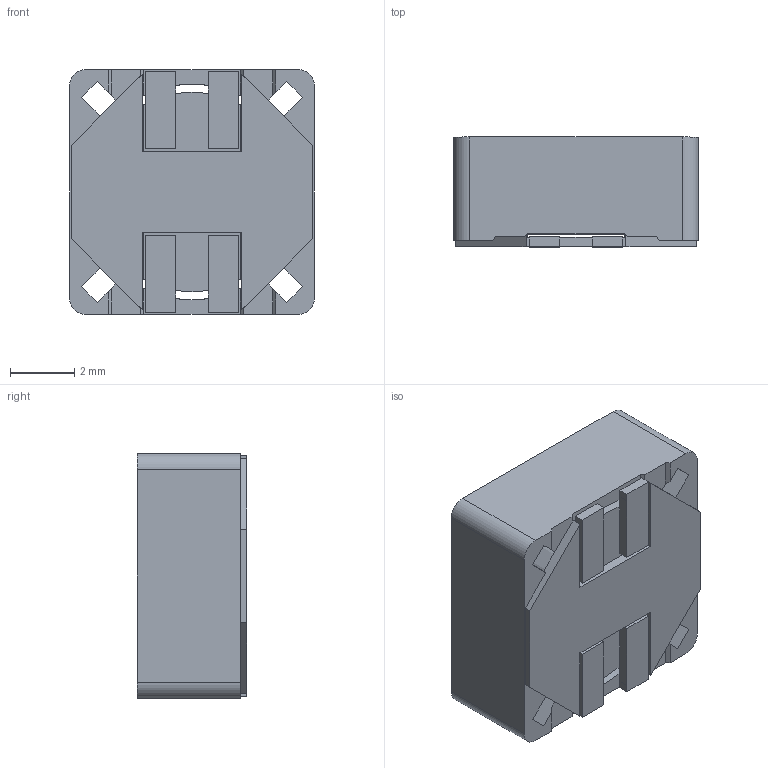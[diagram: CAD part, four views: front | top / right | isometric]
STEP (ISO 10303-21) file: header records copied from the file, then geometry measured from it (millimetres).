
FILE_DESCRIPTION(('STEP AP242'),'1');
FILE_NAME('srf0703-8r2m.stp','2023-05-17T17:17:34',('TraceParts'),('TraceParts S.A.'),'Spatial InterOp 3D',' ',' ');
FILE_SCHEMA(('AP242_MANAGED_MODEL_BASED_3D_ENGINEERING_MIM_LF {1 0 10303 442 1 1 4}'));
Length unit declared in the file: millimetre
Products named in the file (1): srf0703-8r2m_1
Bounding box: 7.6 x 3.4 x 7.6 mm (x, y, z)
Volume: 163 mm3; surface area: 406.1 mm2
Topology: 5 solids, 5 shells, 97 faces, 288 edges, 188 vertices
Faces by surface type: plane 85, cylinder 12
Entity records: 3265 total; most frequent: CARTESIAN_POINT 590, ORIENTED_EDGE 576, DIRECTION 524, EDGE_CURVE 288, LINE 248, VECTOR 248, VERTEX_POINT 188, AXIS2_PLACEMENT_3D 138
